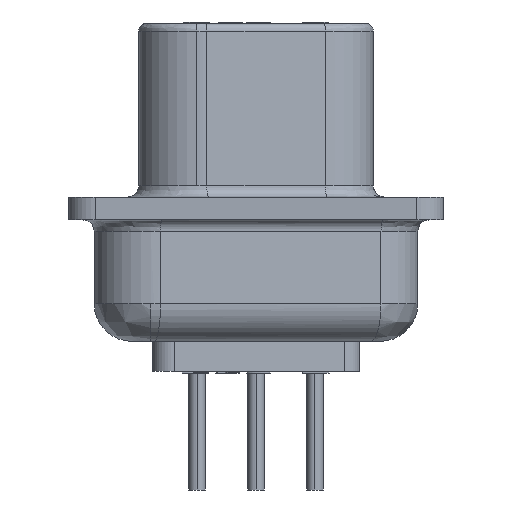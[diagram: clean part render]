
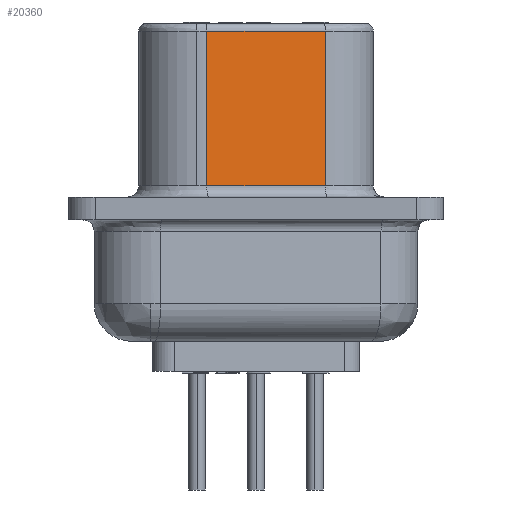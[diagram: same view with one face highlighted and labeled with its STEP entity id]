
A CAD part, left-side view. The second image highlights one B-rep face of the part: STEP entity #20360.
In plain terms, the highlighted planar face has unit normal (-0.985, -0.174, 0).
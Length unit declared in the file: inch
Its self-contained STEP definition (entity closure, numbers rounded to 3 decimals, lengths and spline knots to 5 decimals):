
#68 = ORIENTED_EDGE ( 'NONE', *, *, #16757, .T. ) ;
#632 = AXIS2_PLACEMENT_3D ( 'NONE', #12108, #20975, #1111 ) ;
#819 = VECTOR ( 'NONE', #13059, 39.37008 ) ;
#1111 = DIRECTION ( 'NONE',  ( -0.174, 0.985, 0. ) ) ;
#2052 = EDGE_CURVE ( 'NONE', #8593, #26509, #26425, .T. ) ;
#2628 = ORIENTED_EDGE ( 'NONE', *, *, #2052, .F. ) ;
#3760 = ORIENTED_EDGE ( 'NONE', *, *, #25799, .F. ) ;
#3796 = DIRECTION ( 'NONE',  ( 0.174, -0.985, 0. ) ) ;
#4435 = CARTESIAN_POINT ( 'NONE',  ( 0.28867, 0.31313, 0.015 ) ) ;
#7314 = VERTEX_POINT ( 'NONE', #28394 ) ;
#7950 = VECTOR ( 'NONE', #3796, 39.37008 ) ;
#8593 = VERTEX_POINT ( 'NONE', #15254 ) ;
#8801 = VECTOR ( 'NONE', #12438, 39.37008 ) ;
#9797 = FACE_OUTER_BOUND ( 'NONE', #11577, .T. ) ;
#10578 = CARTESIAN_POINT ( 'NONE',  ( 0.31635, 0.15613, 0.22 ) ) ;
#11577 = EDGE_LOOP ( 'NONE', ( #68, #3760, #2628, #19539 ) ) ;
#12108 = CARTESIAN_POINT ( 'NONE',  ( 0.31635, 0.15613, 0.23 ) ) ;
#12187 = EDGE_CURVE ( 'NONE', #19669, #8593, #17235, .T. ) ;
#12438 = DIRECTION ( 'NONE',  ( 0., 0., -1. ) ) ;
#12766 = CARTESIAN_POINT ( 'NONE',  ( 0.28867, 0.31313, 0.23 ) ) ;
#13059 = DIRECTION ( 'NONE',  ( 0., 0., 1. ) ) ;
#15168 = CARTESIAN_POINT ( 'NONE',  ( 0.31635, 0.15613, 0.015 ) ) ;
#15254 = CARTESIAN_POINT ( 'NONE',  ( 0.28867, 0.31313, 0.22 ) ) ;
#16757 = EDGE_CURVE ( 'NONE', #19669, #7314, #22027, .T. ) ;
#17235 = LINE ( 'NONE', #12766, #819 ) ;
#17625 = DIRECTION ( 'NONE',  ( 0.174, -0.985, 0. ) ) ;
#19514 = VECTOR ( 'NONE', #17625, 39.37008 ) ;
#19539 = ORIENTED_EDGE ( 'NONE', *, *, #12187, .F. ) ;
#19561 = LINE ( 'NONE', #28288, #8801 ) ;
#19669 = VERTEX_POINT ( 'NONE', #4435 ) ;
#20200 = CARTESIAN_POINT ( 'NONE',  ( 0.31635, 0.15613, 0.22 ) ) ;
#20360 = ADVANCED_FACE ( 'NONE', ( #9797 ), #25321, .F. ) ;
#20975 = DIRECTION ( 'NONE',  ( 0.985, 0.174, 0. ) ) ;
#22027 = LINE ( 'NONE', #15168, #19514 ) ;
#25321 = PLANE ( 'NONE',  #632 ) ;
#25799 = EDGE_CURVE ( 'NONE', #26509, #7314, #19561, .T. ) ;
#26425 = LINE ( 'NONE', #10578, #7950 ) ;
#26509 = VERTEX_POINT ( 'NONE', #20200 ) ;
#28288 = CARTESIAN_POINT ( 'NONE',  ( 0.31635, 0.15613, 0.23 ) ) ;
#28394 = CARTESIAN_POINT ( 'NONE',  ( 0.31635, 0.15613, 0.015 ) ) ;
